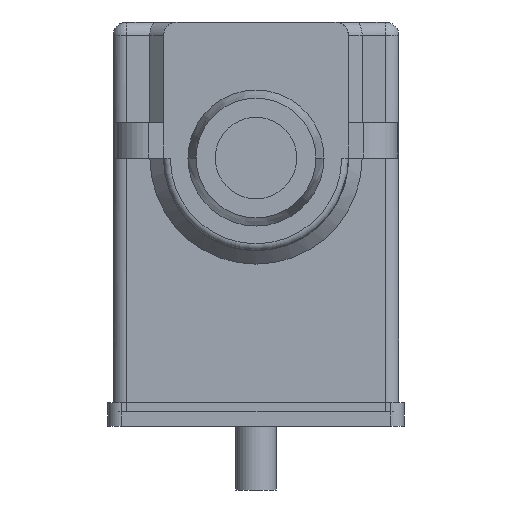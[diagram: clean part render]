
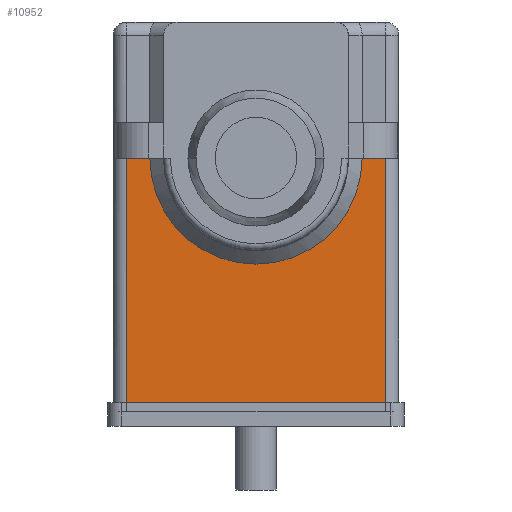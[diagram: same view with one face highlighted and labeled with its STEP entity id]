
A CAD part, front view. The second image highlights one B-rep face of the part: STEP entity #10952.
In plain terms, the highlighted planar face has unit normal (0, -1, 0).
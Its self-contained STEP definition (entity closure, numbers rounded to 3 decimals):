
#748 = EDGE_CURVE ( 'NONE', #16797, #10662, #9903, .T. ) ;
#881 = DIRECTION ( 'NONE',  ( 0., 0., -1. ) ) ;
#927 = EDGE_CURVE ( 'NONE', #3202, #15046, #2840, .T. ) ;
#1135 = FACE_OUTER_BOUND ( 'NONE', #11331, .T. ) ;
#1401 = DIRECTION ( 'NONE',  ( -1., 0., 0. ) ) ;
#1783 = AXIS2_PLACEMENT_3D ( 'NONE', #13506, #9480, #17544 ) ;
#2035 = CARTESIAN_POINT ( 'NONE',  ( -7.8, -14.2, 16.198 ) ) ;
#2276 = ORIENTED_EDGE ( 'NONE', *, *, #10781, .T. ) ;
#2670 = EDGE_CURVE ( 'NONE', #8921, #16797, #15230, .T. ) ;
#2840 = LINE ( 'NONE', #4791, #17340 ) ;
#3165 = DIRECTION ( 'NONE',  ( 1., 0., 0. ) ) ;
#3202 = VERTEX_POINT ( 'NONE', #2035 ) ;
#3653 = CARTESIAN_POINT ( 'NONE',  ( 9.5, -14.2, 16.198 ) ) ;
#3823 = AXIS2_PLACEMENT_3D ( 'NONE', #11224, #13942, #3165 ) ;
#4791 = CARTESIAN_POINT ( 'NONE',  ( -7.8, -14.2, 16.198 ) ) ;
#4792 = LINE ( 'NONE', #6475, #17136 ) ;
#4855 = DIRECTION ( 'NONE',  ( -1., 0., 0. ) ) ;
#5350 = VERTEX_POINT ( 'NONE', #9211 ) ;
#5525 = CARTESIAN_POINT ( 'NONE',  ( -9.5, -14.2, -2.402 ) ) ;
#5785 = EDGE_CURVE ( 'NONE', #15046, #10662, #17656, .T. ) ;
#6475 = CARTESIAN_POINT ( 'NONE',  ( 9.5, -14.2, 16.198 ) ) ;
#6786 = CARTESIAN_POINT ( 'NONE',  ( 9.5, -14.2, 16.198 ) ) ;
#7431 = EDGE_CURVE ( 'NONE', #3202, #5350, #17704, .T. ) ;
#7689 = ORIENTED_EDGE ( 'NONE', *, *, #2670, .F. ) ;
#8921 = VERTEX_POINT ( 'NONE', #6786 ) ;
#9211 = CARTESIAN_POINT ( 'NONE',  ( 7.8, -14.2, 16.198 ) ) ;
#9480 = DIRECTION ( 'NONE',  ( 0., -1., 0. ) ) ;
#9757 = CARTESIAN_POINT ( 'NONE',  ( 9.5, -14.2, -2.402 ) ) ;
#9903 = LINE ( 'NONE', #9757, #14794 ) ;
#9907 = DIRECTION ( 'NONE',  ( 0., 0., -1. ) ) ;
#9910 = VECTOR ( 'NONE', #881, 1000. ) ;
#10662 = VERTEX_POINT ( 'NONE', #5525 ) ;
#10781 = EDGE_CURVE ( 'NONE', #8921, #5350, #4792, .T. ) ;
#10839 = PLANE ( 'NONE',  #1783 ) ;
#10952 = ADVANCED_FACE ( 'NONE', ( #1135 ), #10839, .T. ) ;
#11224 = CARTESIAN_POINT ( 'NONE',  ( 0., -14.2, 16.198 ) ) ;
#11331 = EDGE_LOOP ( 'NONE', ( #16976, #14410, #11432, #7689, #2276, #17317 ) ) ;
#11432 = ORIENTED_EDGE ( 'NONE', *, *, #748, .F. ) ;
#12910 = CARTESIAN_POINT ( 'NONE',  ( -9.5, -14.2, 16.198 ) ) ;
#13506 = CARTESIAN_POINT ( 'NONE',  ( 9.5, -14.2, 16.198 ) ) ;
#13942 = DIRECTION ( 'NONE',  ( 0., -1., 0. ) ) ;
#14026 = VECTOR ( 'NONE', #9907, 1000. ) ;
#14410 = ORIENTED_EDGE ( 'NONE', *, *, #5785, .T. ) ;
#14794 = VECTOR ( 'NONE', #1401, 1000. ) ;
#15046 = VERTEX_POINT ( 'NONE', #12910 ) ;
#15230 = LINE ( 'NONE', #3653, #9910 ) ;
#15494 = CARTESIAN_POINT ( 'NONE',  ( -9.5, -14.2, 16.198 ) ) ;
#16148 = CARTESIAN_POINT ( 'NONE',  ( 9.5, -14.2, -2.402 ) ) ;
#16797 = VERTEX_POINT ( 'NONE', #16148 ) ;
#16976 = ORIENTED_EDGE ( 'NONE', *, *, #927, .T. ) ;
#17136 = VECTOR ( 'NONE', #17313, 1000. ) ;
#17313 = DIRECTION ( 'NONE',  ( -1., 0., 0. ) ) ;
#17317 = ORIENTED_EDGE ( 'NONE', *, *, #7431, .F. ) ;
#17340 = VECTOR ( 'NONE', #4855, 1000. ) ;
#17544 = DIRECTION ( 'NONE',  ( -1., 0., 0. ) ) ;
#17656 = LINE ( 'NONE', #15494, #14026 ) ;
#17704 = CIRCLE ( 'NONE', #3823, 7.8 ) ;
